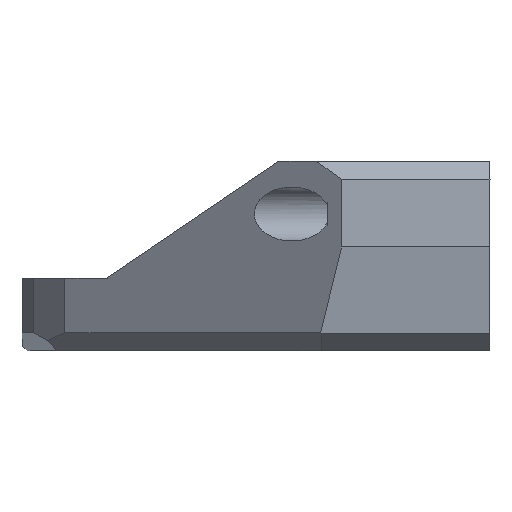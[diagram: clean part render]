
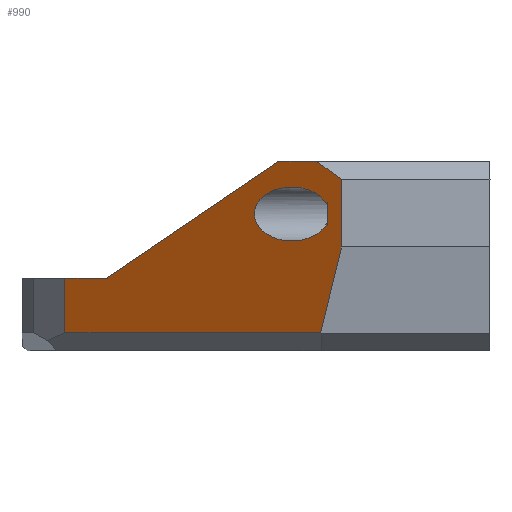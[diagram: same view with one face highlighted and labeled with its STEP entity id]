
A CAD part, left-side view. The second image highlights one B-rep face of the part: STEP entity #990.
In plain terms, the highlighted planar face has unit normal (-0.811, 0.586, 0).
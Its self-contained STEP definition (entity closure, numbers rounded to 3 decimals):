
#16=ELLIPSE('',#1062,5.124,3.);
#18=FACE_BOUND('',#145,.T.);
#39=PLANE('',#1061);
#90=FACE_OUTER_BOUND('',#144,.T.);
#144=EDGE_LOOP('',(#828,#829,#830,#831,#832,#833,#834,#835));
#145=EDGE_LOOP('',(#836,#837));
#271=LINE('',#3369,#372);
#273=LINE('',#3373,#374);
#275=LINE('',#3377,#376);
#276=LINE('',#3379,#377);
#277=LINE('',#3381,#378);
#278=LINE('',#3383,#379);
#279=LINE('',#3385,#380);
#280=LINE('',#3386,#381);
#281=LINE('',#3390,#382);
#372=VECTOR('',#1219,10.);
#374=VECTOR('',#1223,10.);
#376=VECTOR('',#1227,10.);
#377=VECTOR('',#1228,10.);
#378=VECTOR('',#1229,10.);
#379=VECTOR('',#1230,1000.);
#380=VECTOR('',#1231,10.);
#381=VECTOR('',#1232,10.);
#382=VECTOR('',#1235,10.);
#481=VERTEX_POINT('',#3366);
#482=VERTEX_POINT('',#3368);
#483=VERTEX_POINT('',#3372);
#484=VERTEX_POINT('',#3376);
#485=VERTEX_POINT('',#3378);
#486=VERTEX_POINT('',#3380);
#487=VERTEX_POINT('',#3382);
#488=VERTEX_POINT('',#3384);
#489=VERTEX_POINT('',#3387);
#490=VERTEX_POINT('',#3388);
#605=EDGE_CURVE('',#481,#482,#271,.T.);
#607=EDGE_CURVE('',#482,#483,#273,.T.);
#609=EDGE_CURVE('',#481,#484,#275,.T.);
#610=EDGE_CURVE('',#484,#485,#276,.T.);
#611=EDGE_CURVE('',#485,#486,#277,.T.);
#612=EDGE_CURVE('',#486,#487,#278,.T.);
#613=EDGE_CURVE('',#488,#487,#279,.T.);
#614=EDGE_CURVE('',#488,#483,#280,.T.);
#615=EDGE_CURVE('',#489,#490,#16,.T.);
#616=EDGE_CURVE('',#490,#489,#281,.T.);
#828=ORIENTED_EDGE('',*,*,#605,.F.);
#829=ORIENTED_EDGE('',*,*,#609,.T.);
#830=ORIENTED_EDGE('',*,*,#610,.T.);
#831=ORIENTED_EDGE('',*,*,#611,.T.);
#832=ORIENTED_EDGE('',*,*,#612,.T.);
#833=ORIENTED_EDGE('',*,*,#613,.F.);
#834=ORIENTED_EDGE('',*,*,#614,.T.);
#835=ORIENTED_EDGE('',*,*,#607,.F.);
#836=ORIENTED_EDGE('',*,*,#615,.T.);
#837=ORIENTED_EDGE('',*,*,#616,.T.);
#990=ADVANCED_FACE('',(#90,#18),#39,.F.);
#1061=AXIS2_PLACEMENT_3D('',#3375,#1225,#1226);
#1062=AXIS2_PLACEMENT_3D('',#3389,#1233,#1234);
#1219=DIRECTION('',(0.586,0.811,0.));
#1223=DIRECTION('',(0.,0.,1.));
#1225=DIRECTION('center_axis',(0.811,-0.586,0.));
#1226=DIRECTION('ref_axis',(-0.586,-0.811,0.));
#1227=DIRECTION('',(-0.169,-0.234,0.957));
#1228=DIRECTION('',(0.,0.,1.));
#1229=DIRECTION('',(0.505,0.7,0.505));
#1230=DIRECTION('',(0.586,0.811,0.));
#1231=DIRECTION('',(-0.513,-0.71,0.482));
#1232=DIRECTION('',(0.586,0.811,0.));
#1233=DIRECTION('center_axis',(0.811,-0.586,0.));
#1234=DIRECTION('ref_axis',(0.586,0.811,0.));
#1235=DIRECTION('',(0.,0.,-1.));
#3366=CARTESIAN_POINT('',(-32.186,41.22,87.));
#3368=CARTESIAN_POINT('',(-11.666,69.629,87.));
#3369=CARTESIAN_POINT('',(-11.405,69.991,87.));
#3372=CARTESIAN_POINT('',(-11.666,69.629,93.055));
#3373=CARTESIAN_POINT('',(-11.666,69.629,106.055));
#3375=CARTESIAN_POINT('Origin',(-9.502,72.625,106.055));
#3376=CARTESIAN_POINT('',(-33.868,38.892,96.528));
#3377=CARTESIAN_POINT('',(-32.468,40.83,88.596));
#3378=CARTESIAN_POINT('',(-33.868,38.892,104.055));
#3379=CARTESIAN_POINT('',(-33.868,38.892,101.291));
#3380=CARTESIAN_POINT('',(-31.868,41.661,106.055));
#3381=CARTESIAN_POINT('',(-24.5,51.861,113.423));
#3382=CARTESIAN_POINT('',(-28.821,45.879,106.055));
#3383=CARTESIAN_POINT('',(-22.583,54.515,106.055));
#3384=CARTESIAN_POINT('',(-14.974,65.05,93.055));
#3385=CARTESIAN_POINT('',(-18.957,59.535,96.795));
#3386=CARTESIAN_POINT('',(-11.279,70.165,93.055));
#3387=CARTESIAN_POINT('',(-32.778,40.4,99.468));
#3388=CARTESIAN_POINT('',(-32.778,40.4,100.923));
#3389=CARTESIAN_POINT('Origin',(-29.868,44.43,100.195));
#3390=CARTESIAN_POINT('',(-32.778,40.4,103.125));
